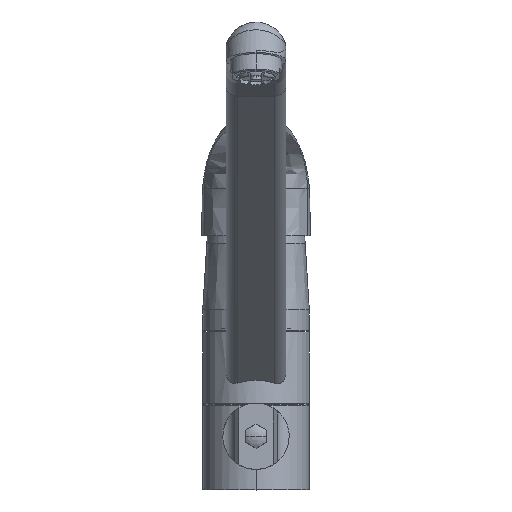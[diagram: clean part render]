
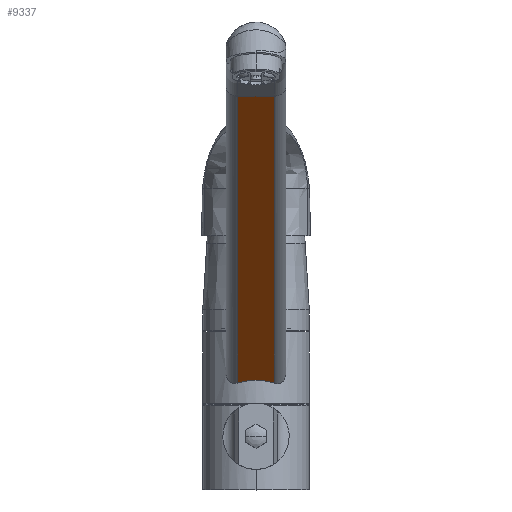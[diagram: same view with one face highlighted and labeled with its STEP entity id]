
A CAD part, top view. The second image highlights one B-rep face of the part: STEP entity #9337.
In plain terms, the highlighted planar face has unit normal (0, -0.75, 0.661).
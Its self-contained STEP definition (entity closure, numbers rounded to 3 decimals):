
#2361=DIRECTION('',(0.,0.662,0.75));
#2362=VECTOR('',#2361,202.385);
#2363=CARTESIAN_POINT('',(8.5,49.885,23.511));
#2364=LINE('',#2363,#2362);
#2365=CARTESIAN_POINT('',(8.5,49.885,23.511));
#2366=CARTESIAN_POINT('',(7.083,50.337,24.023));
#2367=CARTESIAN_POINT('',(4.25,50.988,24.761));
#2368=CARTESIAN_POINT('',(0.,51.305,25.12));
#2369=CARTESIAN_POINT('',(-4.25,50.988,24.761));
#2370=CARTESIAN_POINT('',(-7.083,50.337,24.023));
#2371=CARTESIAN_POINT('',(-8.5,49.885,23.511));
#2373=DIRECTION('',(0.,0.662,0.75));
#2374=VECTOR('',#2373,202.385);
#2375=CARTESIAN_POINT('',(-8.5,49.885,23.511));
#2376=LINE('',#2375,#2374);
#2377=CARTESIAN_POINT('',(-8.5,49.885,23.511));
#2491=DIRECTION('',(1.,0.,0.));
#2492=VECTOR('',#2491,17.);
#2493=CARTESIAN_POINT('',(-8.5,183.767,175.284));
#2494=LINE('',#2493,#2492);
#5494=CARTESIAN_POINT('',(-8.5,183.767,175.284));
#5495=VERTEX_POINT('',#5494);
#5496=CARTESIAN_POINT('',(8.5,183.767,175.284));
#5497=VERTEX_POINT('',#5496);
#5545=VERTEX_POINT('',#2377);
#5546=VERTEX_POINT('',#2365);
#9324=CARTESIAN_POINT('',(-8.5,42.344,14.961));
#9325=DIRECTION('',(0.,-0.75,0.662));
#9326=DIRECTION('',(1.,0.,0.));
#9327=AXIS2_PLACEMENT_3D('',#9324,#9325,#9326);
#9328=PLANE('',#9327);
#9329=ORIENTED_EDGE('',*,*,#6673,.T.);
#9331=ORIENTED_EDGE('',*,*,#9330,.T.);
#9333=ORIENTED_EDGE('',*,*,#9332,.T.);
#9334=ORIENTED_EDGE('',*,*,#9309,.F.);
#9335=EDGE_LOOP('',(#9329,#9331,#9333,#9334));
#9336=FACE_OUTER_BOUND('',#9335,.F.);
#9337=ADVANCED_FACE('',(#9336),#9328,.T.);
#2372=B_SPLINE_CURVE_WITH_KNOTS('',3,(#2365,#2366,#2367,#2368,#2369,#2370,
#2371),.UNSPECIFIED.,.F.,.F.,(4,1,1,1,4),(0.,0.25,0.5,0.75,1.),
.UNSPECIFIED.);
#6673=EDGE_CURVE('',#5546,#5545,#2372,.T.);
#9309=EDGE_CURVE('',#5546,#5497,#2364,.T.);
#9330=EDGE_CURVE('',#5545,#5495,#2376,.T.);
#9332=EDGE_CURVE('',#5495,#5497,#2494,.T.);
